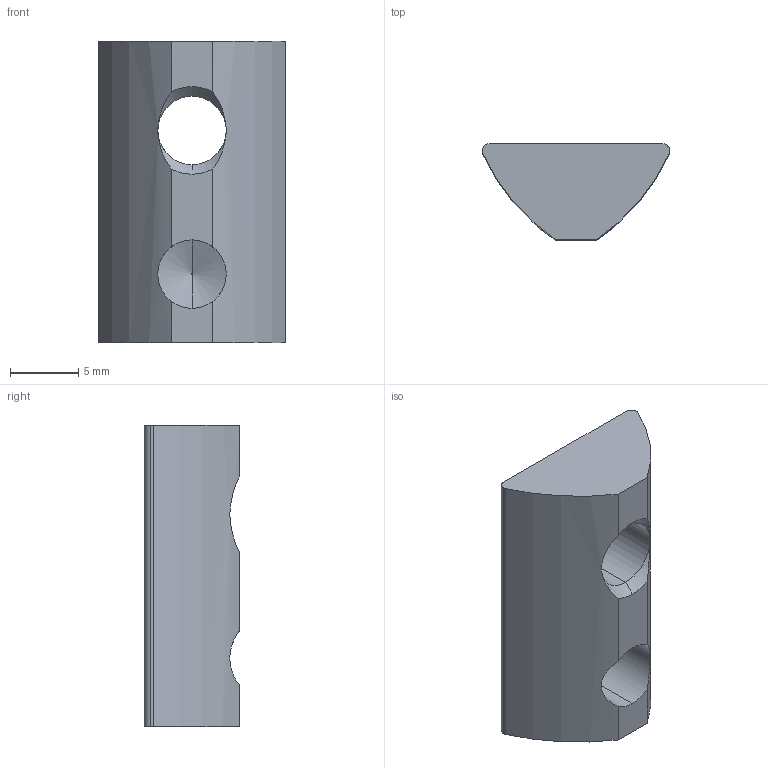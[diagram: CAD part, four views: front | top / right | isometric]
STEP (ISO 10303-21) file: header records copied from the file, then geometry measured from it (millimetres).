
FILE_DESCRIPTION (( 'STEP AP214' ), '1' );
FILE_NAME ('096008e.STEP', '2014-08-18T09:13:06', ( '' ), ( '' ), 'SwSTEP 2.0', 'SolidWorks 2014', '' );
FILE_SCHEMA (( 'AUTOMOTIVE_DESIGN' ));
Length unit declared in the file: millimetre
Products named in the file (1): 096008e
Bounding box: 13.7 x 7 x 22 mm (x, y, z)
Volume: 1235.6 mm3; surface area: 1037.1 mm2
Topology: 1 solids, 1 shells, 23 faces, 61 edges, 39 vertices
Faces by surface type: cylinder 9, cone 7, plane 7
Entity records: 844 total; most frequent: CARTESIAN_POINT 200, DIRECTION 130, ORIENTED_EDGE 122, EDGE_CURVE 61, AXIS2_PLACEMENT_3D 53, VERTEX_POINT 39, CIRCLE 29, VECTOR 24
